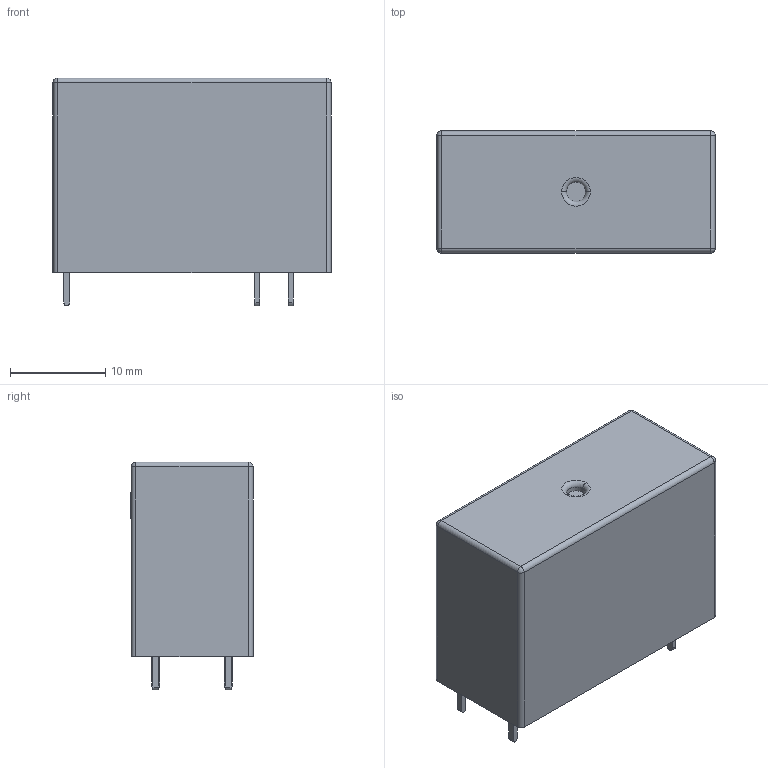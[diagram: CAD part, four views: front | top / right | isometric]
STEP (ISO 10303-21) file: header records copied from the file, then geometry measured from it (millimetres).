
FILE_DESCRIPTION (( 'STEP AP214' ), '1' );
FILE_NAME ('RELAY-TH_RMIH-SS-XXXXM.step', '2022-07-09T14:05:23', ( '' ), ( '' ), 'SwSTEP 2.0', 'SolidWorks 2020', '' );
FILE_SCHEMA (( 'AUTOMOTIVE_DESIGN' ));
Length unit declared in the file: millimetre
Products named in the file (1): RELAY-TH_RMIH-SS-XXXXM
Bounding box: 29.2 x 12.81 x 23.9 mm (x, y, z)
Volume: 7617.7 mm3; surface area: 2468.7 mm2
Topology: 10 solids, 10 shells, 337 faces, 881 edges, 580 vertices
Faces by surface type: plane 201, bspline 112, cylinder 18, sphere 4, torus 2
Entity records: 14271 total; most frequent: CARTESIAN_POINT 3899, ORIENTED_EDGE 1754, DIRECTION 1141, EDGE_CURVE 877, LINE 609, VECTOR 609, VERTEX_POINT 580, EDGE_LOOP 361
